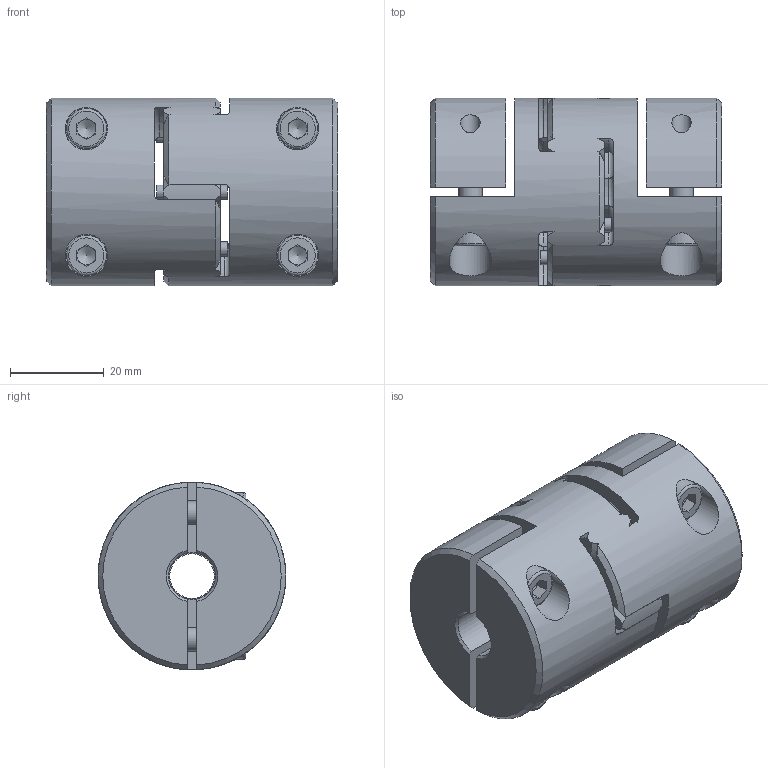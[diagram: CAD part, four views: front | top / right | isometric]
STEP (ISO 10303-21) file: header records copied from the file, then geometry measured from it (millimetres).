
FILE_DESCRIPTION( ( 'Unknown' ), '1' );
FILE_NAME( 'EKH 20 - Ø10.stp', 'Unknown', ( 'Unknown' ), ( 'Unknown' ), 'PSStep 10.1', 'Unknown', ' ' );
FILE_SCHEMA( ( 'AUTOMOTIVE_DESIGN { 1 0 10303 214 1 1 1 1 }' ) );
Length unit declared in the file: millimetre
Products named in the file (1): 29822867
Bounding box: 62 x 40 x 39.98 mm (x, y, z)
Volume: 61415.2 mm3; surface area: 22768.8 mm2
Topology: 1 solids, 1 shells, 270 faces, 715 edges, 458 vertices
Faces by surface type: plane 98, cylinder 84, cone 64, torus 24
Full cylindrical faces by diameter (mm): 3 x6, 4.134 x4, 5 x4, 5.4 x4, 8.5 x4, 9 x4, 9.5 x1, 10 x2, 18 x2, 40 x1
Entity records: 11092 total; most frequent: CARTESIAN_POINT 2601, DIRECTION 1302, ORIENTED_EDGE 1280, EDGE_CURVE 640, AXIS2_PLACEMENT_3D 551, VERTEX_POINT 434, EDGE_LOOP 358, FACE_OUTER_BOUND 308
